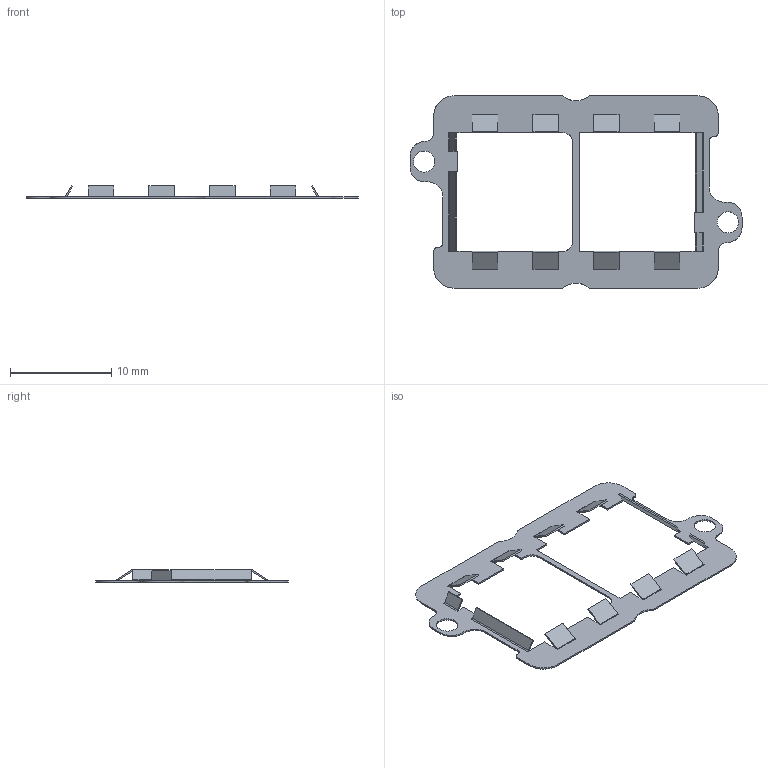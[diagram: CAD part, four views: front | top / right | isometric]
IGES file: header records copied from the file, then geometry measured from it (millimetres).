
Global section: file name: 27_har-link_gasket_4.igs; preprocessor: I-DEAS 3D IGES Translator 10; date: 20050826.180833; units: millimetre
Bounding box: 32.8 x 19 x 1.2 mm (x, y, z)
Volume: 41.3 mm3; surface area: 592.8 mm2
Topology: 1 solids, 1 shells, 162 faces, 448 edges, 288 vertices
Faces by surface type: bspline 162
